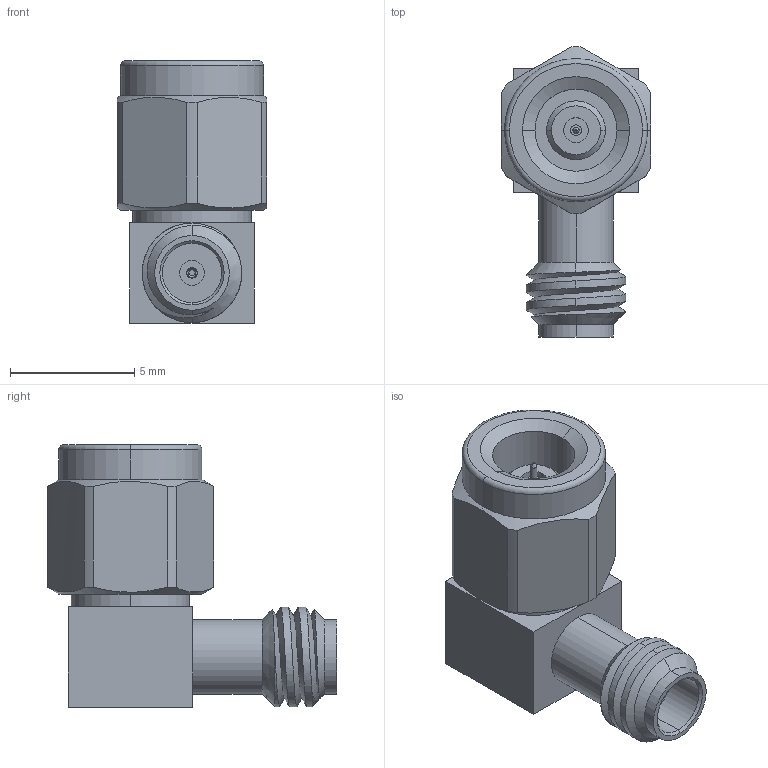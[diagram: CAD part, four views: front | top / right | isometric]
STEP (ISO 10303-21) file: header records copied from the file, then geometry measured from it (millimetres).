
FILE_DESCRIPTION (( 'STEP AP214' ), '1' );
FILE_NAME ('CT-1F1M-R-LN1, Defeatured.STEP', '2025-11-07T19:30:07', ( '' ), ( '' ), 'SwSTEP 2.0', 'SolidWorks 2021', '' );
FILE_SCHEMA (( 'AUTOMOTIVE_DESIGN' ));
Length unit declared in the file: millimetre
Products named in the file (1): CT-1F1M-R-LN1, Defeatured
Bounding box: 6 x 11.65 x 10.55 mm (x, y, z)
Volume: 306.4 mm3; surface area: 431.5 mm2
Topology: 1 solids, 1 shells, 94 faces, 224 edges, 143 vertices
Faces by surface type: cylinder 38, plane 31, cone 21, bspline 2, torus 2
Entity records: 3628 total; most frequent: CARTESIAN_POINT 1428, DIRECTION 462, ORIENTED_EDGE 448, EDGE_CURVE 224, AXIS2_PLACEMENT_3D 186, VERTEX_POINT 143, EDGE_LOOP 105, FACE_OUTER_BOUND 94
